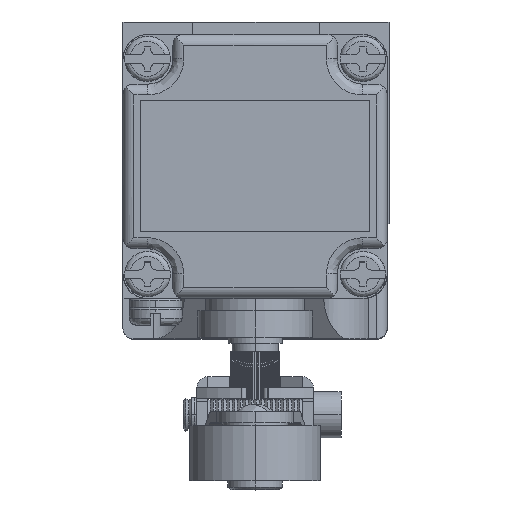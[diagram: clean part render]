
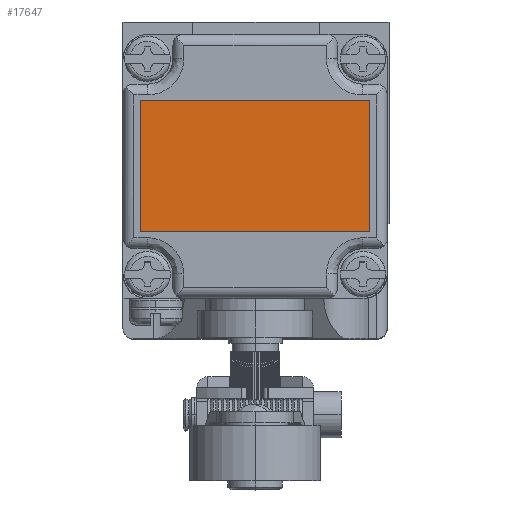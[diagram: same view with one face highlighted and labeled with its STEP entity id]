
A CAD part, top view. The second image highlights one B-rep face of the part: STEP entity #17647.
In plain terms, the highlighted planar face has unit normal (0, 0, 1).
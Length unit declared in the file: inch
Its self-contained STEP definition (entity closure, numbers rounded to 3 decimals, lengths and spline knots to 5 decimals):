
#16569 = ORIENTED_EDGE ( 'NONE', *, *, #16041, .T. ) ;
#16989 = FACE_OUTER_BOUND ( 'NONE', #17305, .T. ) ;
#16990 = PLANE ( 'NONE',  #16991 ) ;
#16991 = AXIS2_PLACEMENT_3D ( 'NONE', #16992, #16993, #17007 ) ;
#16992 = CARTESIAN_POINT ( 'NONE',  ( -1.97067, 1.2787, 2.06581 ) ) ;
#16993 = DIRECTION ( 'NONE',  ( 0., 0., -1. ) ) ;
#17007 = DIRECTION ( 'NONE',  ( 0., 1., 0. ) ) ;
#17305 = EDGE_LOOP ( 'NONE', ( #16569, #14670, #26689, #24935 ) ) ;
#17647 = ADVANCED_FACE ( 'NONE', ( #16989 ), #16990, .F. ) ;
#24412 = EDGE_CURVE ( 'NONE', #25679, #15736, #24527, .T. ) ;
#24527 = LINE ( 'NONE', #24528, #24529 ) ;
#24528 = CARTESIAN_POINT ( 'NONE',  ( -2.62567, 1.6537, 2.06581 ) ) ;
#24529 = VECTOR ( 'NONE', #24530, 39.37008 ) ;
#24530 = DIRECTION ( 'NONE',  ( 0., -1., 0. ) ) ;
#24935 = ORIENTED_EDGE ( 'NONE', *, *, #24412, .T. ) ;
#25679 = VERTEX_POINT ( 'NONE', #25812 ) ;
#25812 = CARTESIAN_POINT ( 'NONE',  ( -2.62567, 1.6537, 2.06581 ) ) ;
#25979 = EDGE_CURVE ( 'NONE', #13829, #25679, #26148, .T. ) ;
#26148 = LINE ( 'NONE', #26149, #26150 ) ;
#26149 = CARTESIAN_POINT ( 'NONE',  ( -1.31567, 1.6537, 2.06581 ) ) ;
#26150 = VECTOR ( 'NONE', #26164, 39.37008 ) ;
#26164 = DIRECTION ( 'NONE',  ( -1., 0., 0. ) ) ;
#26689 = ORIENTED_EDGE ( 'NONE', *, *, #25979, .T. ) ;
#12723 = CARTESIAN_POINT ( 'NONE',  ( -1.31567, 1.6537, 2.06581 ) ) ;
#12973 = LINE ( 'NONE', #12974, #12975 ) ;
#12974 = CARTESIAN_POINT ( 'NONE',  ( -1.31567, 0.9037, 2.06581 ) ) ;
#12975 = VECTOR ( 'NONE', #12976, 39.37008 ) ;
#12976 = DIRECTION ( 'NONE',  ( 0., 1., 0. ) ) ;
#13829 = VERTEX_POINT ( 'NONE', #12723 ) ;
#14149 = EDGE_CURVE ( 'NONE', #15424, #13829, #12973, .T. ) ;
#14631 = CARTESIAN_POINT ( 'NONE',  ( -1.31567, 0.9037, 2.06581 ) ) ;
#14670 = ORIENTED_EDGE ( 'NONE', *, *, #14149, .T. ) ;
#14996 = CARTESIAN_POINT ( 'NONE',  ( -2.62567, 0.9037, 2.06581 ) ) ;
#15220 = LINE ( 'NONE', #15221, #15222 ) ;
#15221 = CARTESIAN_POINT ( 'NONE',  ( -2.62567, 0.9037, 2.06581 ) ) ;
#15222 = VECTOR ( 'NONE', #15223, 39.37008 ) ;
#15223 = DIRECTION ( 'NONE',  ( 1., 0., 0. ) ) ;
#15424 = VERTEX_POINT ( 'NONE', #14631 ) ;
#15736 = VERTEX_POINT ( 'NONE', #14996 ) ;
#16041 = EDGE_CURVE ( 'NONE', #15736, #15424, #15220, .T. ) ;
